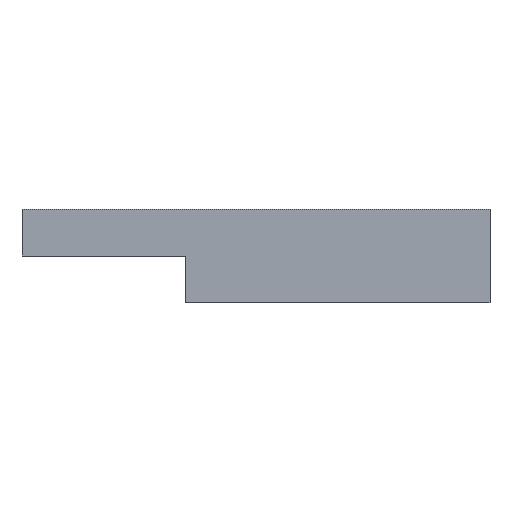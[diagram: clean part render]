
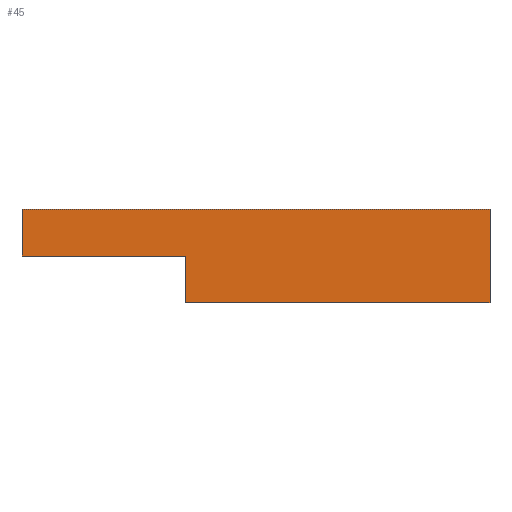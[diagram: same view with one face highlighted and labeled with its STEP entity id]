
A CAD part, top view. The second image highlights one B-rep face of the part: STEP entity #45.
In plain terms, the highlighted planar face has unit normal (0, 0, 1).
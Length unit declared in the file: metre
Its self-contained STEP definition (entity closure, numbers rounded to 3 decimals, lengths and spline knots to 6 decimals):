
#12=ORIENTED_EDGE('',*,*,#18,.T.);
#13=ORIENTED_EDGE('',*,*,#19,.T.);
#14=ORIENTED_EDGE('',*,*,#20,.T.);
#15=ORIENTED_EDGE('',*,*,#21,.T.);
#16=ORIENTED_EDGE('',*,*,#22,.T.);
#17=ORIENTED_EDGE('',*,*,#23,.T.);
#18=EDGE_CURVE('',#24,#25,#30,.F.);
#19=EDGE_CURVE('',#25,#26,#31,.F.);
#20=EDGE_CURVE('',#26,#27,#32,.F.);
#21=EDGE_CURVE('',#27,#28,#33,.F.);
#22=EDGE_CURVE('',#28,#29,#34,.F.);
#23=EDGE_CURVE('',#29,#24,#35,.F.);
#24=VERTEX_POINT('',#73);
#25=VERTEX_POINT('',#74);
#26=VERTEX_POINT('',#76);
#27=VERTEX_POINT('',#78);
#28=VERTEX_POINT('',#80);
#29=VERTEX_POINT('',#82);
#30=LINE('',#72,#36);
#31=LINE('',#75,#37);
#32=LINE('',#77,#38);
#33=LINE('',#79,#39);
#34=LINE('',#81,#40);
#35=LINE('',#83,#41);
#36=VECTOR('',#64,1.);
#37=VECTOR('',#65,1.);
#38=VECTOR('',#66,1.);
#39=VECTOR('',#67,1.);
#40=VECTOR('',#68,1.);
#41=VECTOR('',#69,1.);
#42=EDGE_LOOP('',(#12,#13,#14,#15,#16,#17));
#43=FACE_BOUND('',#42,.T.);
#44=PLANE('',#59);
#45=ADVANCED_FACE('',(#43),#44,.F.);
#59=AXIS2_PLACEMENT_3D('',#71,#62,#63);
#62=DIRECTION('',(0.,0.,-1.));
#63=DIRECTION('',(-1.,0.,0.));
#64=DIRECTION('',(1.,0.,0.));
#65=DIRECTION('',(0.,1.,0.));
#66=DIRECTION('',(-1.,0.,0.));
#67=DIRECTION('',(0.,1.,0.));
#68=DIRECTION('',(-1.,0.,0.));
#69=DIRECTION('',(0.,-1.,0.));
#71=CARTESIAN_POINT('',(0.75,0.05,0.));
#72=CARTESIAN_POINT('',(0.02952,0.1,0.));
#73=CARTESIAN_POINT('',(1.,0.1,0.));
#74=CARTESIAN_POINT('',(0.,0.1,0.));
#75=CARTESIAN_POINT('',(0.,0.004881,0.));
#76=CARTESIAN_POINT('',(0.,0.,0.));
#77=CARTESIAN_POINT('',(0.010559,0.,0.));
#78=CARTESIAN_POINT('',(0.35,0.,0.));
#79=CARTESIAN_POINT('',(0.35,-0.005162,0.));
#80=CARTESIAN_POINT('',(0.35,-0.1,0.));
#81=CARTESIAN_POINT('',(0.040079,-0.1,0.));
#82=CARTESIAN_POINT('',(1.,-0.1,0.));
#83=CARTESIAN_POINT('',(1.,-0.000282,0.));
